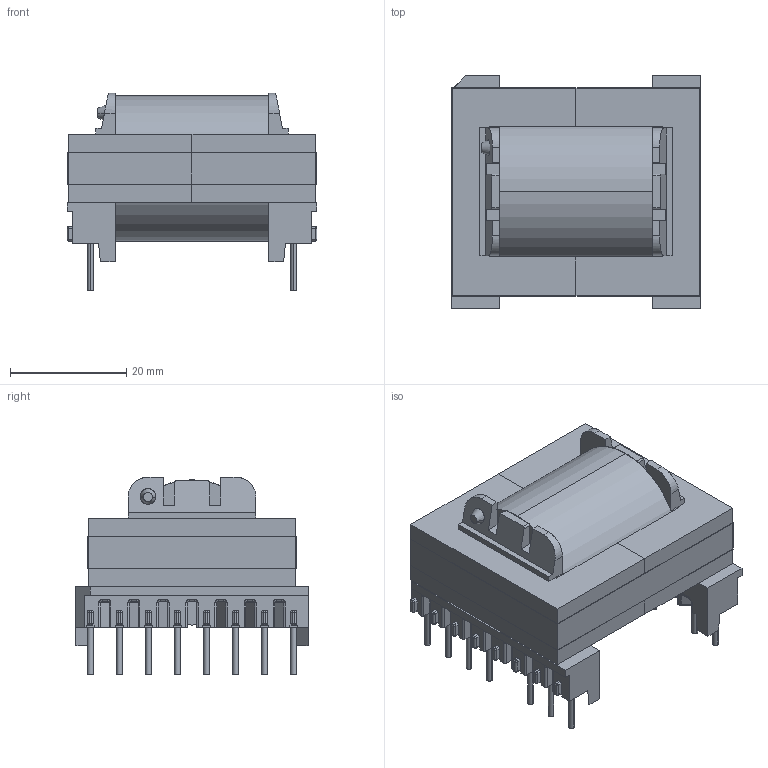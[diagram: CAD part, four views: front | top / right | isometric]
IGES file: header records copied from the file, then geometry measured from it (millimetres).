
Start section: SolidWorks IGES file using analytic representation for surfaces
Global section: file name: ER35-21_5940_MP5-11-14.IGS; native system: SolidWorks 2017; preprocessor: SolidWorks 2017; author: e.wtnpm; date: 210810.091445; units: inch
Bounding box: 43.01 x 40 x 34 mm (x, y, z)
Surface area: 19498.2 mm2 (no closed solid volume)
Topology: 0 solids, 0 shells, 869 faces, 6524 edges, 6461 vertices
Faces by surface type: revolution 452, bspline 417
